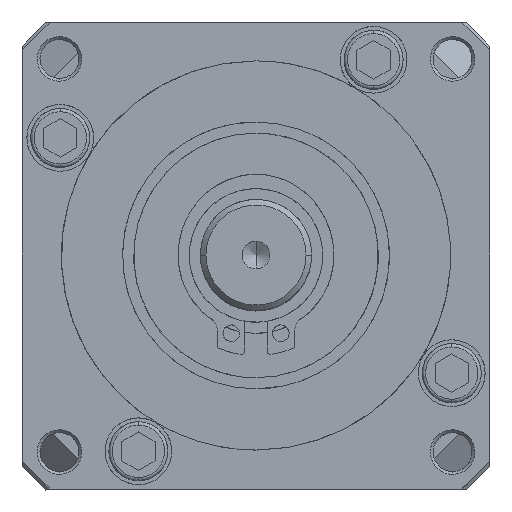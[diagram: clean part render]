
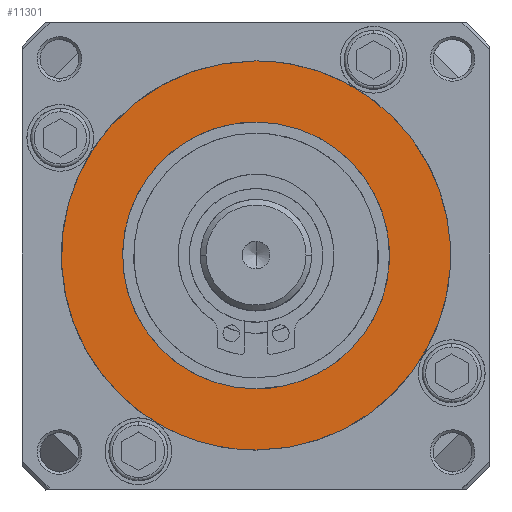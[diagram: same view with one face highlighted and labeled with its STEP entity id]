
A CAD part, top view. The second image highlights one B-rep face of the part: STEP entity #11301.
In plain terms, the highlighted free-form (B-spline) face has degree [1, 1] with [2, 2] control points.
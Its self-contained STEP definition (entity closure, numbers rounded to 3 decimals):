
#153 = ORIENTED_EDGE ( 'NONE', *, *, #1433, .F. ) ;
#161 = CARTESIAN_POINT ( 'NONE',  ( 0., 14.887, 17.5 ) ) ;
#293 = VERTEX_POINT ( 'NONE', #6711 ) ;
#496 = CARTESIAN_POINT ( 'NONE',  ( 0., 14.887, -12. ) ) ;
#719 = CARTESIAN_POINT ( 'NONE',  ( 17.5, 14.887, -10.251 ) ) ;
#870 = CARTESIAN_POINT ( 'NONE',  ( 17.71, 14.887, -17.71 ) ) ;
#1433 = EDGE_CURVE ( 'NONE', #11536, #293, #12658, .T. ) ;
#1554 = CARTESIAN_POINT ( 'NONE',  ( 0., 14.887, -17.5 ) ) ;
#1559 = VERTEX_POINT ( 'NONE', #13820 ) ;
#1760 = CARTESIAN_POINT ( 'NONE',  ( 0., 14.887, -12. ) ) ;
#2118 = CARTESIAN_POINT ( 'NONE',  ( 10.251, 14.887, 17.5 ) ) ;
#2266 = FACE_OUTER_BOUND ( 'NONE', #10070, .T. ) ;
#3044 = EDGE_CURVE ( 'NONE', #14854, #1559, #9935, .T. ) ;
#3175 = CARTESIAN_POINT ( 'NONE',  ( 0., 14.887, 12. ) ) ;
#3618 = EDGE_LOOP ( 'NONE', ( #153, #6511 ) ) ;
#4777 = CARTESIAN_POINT ( 'NONE',  ( 12., 14.887, 7.029 ) ) ;
#6171 = CARTESIAN_POINT ( 'NONE',  ( 7.029, 14.887, -12. ) ) ;
#6399 = CARTESIAN_POINT ( 'NONE',  ( 10.251, 14.887, -17.5 ) ) ;
#6511 = ORIENTED_EDGE ( 'NONE', *, *, #13848, .F. ) ;
#6539 = CARTESIAN_POINT ( 'NONE',  ( -17.71, 14.887, 17.71 ) ) ;
#6711 = CARTESIAN_POINT ( 'NONE',  ( 0., 14.887, 12. ) ) ;
#6946 = B_SPLINE_SURFACE_WITH_KNOTS ( 'NONE', 1, 1, ( 
 ( #13640, #870 ),
 ( #6539, #12242 ) ),
 .UNSPECIFIED., .F., .F., .F.,
 ( 2, 2 ),
 ( 2, 2 ),
 ( 0., 1. ),
 ( 0., 1. ),
 .UNSPECIFIED. ) ;
#7237 = CARTESIAN_POINT ( 'NONE',  ( -35., 14.887, -17.5 ) ) ;
#7802 = CARTESIAN_POINT ( 'NONE',  ( 17.5, 14.887, 10.251 ) ) ;
#8857 = CARTESIAN_POINT ( 'NONE',  ( -24., 14.887, 12. ) ) ;
#9136 = CARTESIAN_POINT ( 'NONE',  ( 0., 14.887, -12. ) ) ;
#9434 =( BOUNDED_CURVE ( )  B_SPLINE_CURVE ( 3, ( #3175, #8857, #14554, #1760 ),
 .UNSPECIFIED., .F., .F. ) 
 B_SPLINE_CURVE_WITH_KNOTS ( ( 4, 4 ),
 ( -3.142, 0. ),
 .UNSPECIFIED. ) 
 CURVE ( )  GEOMETRIC_REPRESENTATION_ITEM ( )  RATIONAL_B_SPLINE_CURVE ( ( 1., 0.333, 0.333, 1. ) ) 
 REPRESENTATION_ITEM ( '' )  );
#9935 =( BOUNDED_CURVE ( )  B_SPLINE_CURVE ( 3, ( #14916, #2118, #7802, #13494, #719, #6399, #12102 ),
 .UNSPECIFIED., .F., .F. ) 
 B_SPLINE_CURVE_WITH_KNOTS ( ( 4, 3, 4 ),
 ( -3.142, -1.571, 0. ),
 .UNSPECIFIED. ) 
 CURVE ( )  GEOMETRIC_REPRESENTATION_ITEM ( )  RATIONAL_B_SPLINE_CURVE ( ( 1., 0.805, 0.805, 1., 0.805, 0.805, 1. ) ) 
 REPRESENTATION_ITEM ( '' )  );
#9946 = ORIENTED_EDGE ( 'NONE', *, *, #3044, .F. ) ;
#10070 = EDGE_LOOP ( 'NONE', ( #10327, #9946 ) ) ;
#10327 = ORIENTED_EDGE ( 'NONE', *, *, #13396, .F. ) ;
#10359 = CARTESIAN_POINT ( 'NONE',  ( 0., 14.887, 17.5 ) ) ;
#10487 = CARTESIAN_POINT ( 'NONE',  ( 7.029, 14.887, 12. ) ) ;
#11301 = ADVANCED_FACE ( 'NONE', ( #15066, #2266 ), #6946, .F. ) ;
#11536 = VERTEX_POINT ( 'NONE', #9136 ) ;
#11885 = CARTESIAN_POINT ( 'NONE',  ( 12., 14.887, -7.029 ) ) ;
#12102 = CARTESIAN_POINT ( 'NONE',  ( 0., 14.887, -17.5 ) ) ;
#12242 = CARTESIAN_POINT ( 'NONE',  ( 17.71, 14.887, 17.71 ) ) ;
#12658 =( BOUNDED_CURVE ( )  B_SPLINE_CURVE ( 3, ( #496, #6171, #11885, #17585, #4777, #10487, #16190 ),
 .UNSPECIFIED., .F., .F. ) 
 B_SPLINE_CURVE_WITH_KNOTS ( ( 4, 3, 4 ),
 ( -3.142, -1.571, 0. ),
 .UNSPECIFIED. ) 
 CURVE ( )  GEOMETRIC_REPRESENTATION_ITEM ( )  RATIONAL_B_SPLINE_CURVE ( ( 1., 0.805, 0.805, 1., 0.805, 0.805, 1. ) ) 
 REPRESENTATION_ITEM ( '' )  );
#12944 = CARTESIAN_POINT ( 'NONE',  ( -35., 14.887, 17.5 ) ) ;
#13396 = EDGE_CURVE ( 'NONE', #1559, #14854, #15885, .T. ) ;
#13494 = CARTESIAN_POINT ( 'NONE',  ( 17.5, 14.887, 0. ) ) ;
#13640 = CARTESIAN_POINT ( 'NONE',  ( -17.71, 14.887, -17.71 ) ) ;
#13820 = CARTESIAN_POINT ( 'NONE',  ( 0., 14.887, -17.5 ) ) ;
#13848 = EDGE_CURVE ( 'NONE', #293, #11536, #9434, .T. ) ;
#14554 = CARTESIAN_POINT ( 'NONE',  ( -24., 14.887, -12. ) ) ;
#14854 = VERTEX_POINT ( 'NONE', #10359 ) ;
#14916 = CARTESIAN_POINT ( 'NONE',  ( 0., 14.887, 17.5 ) ) ;
#15066 = FACE_BOUND ( 'NONE', #3618, .T. ) ;
#15885 =( BOUNDED_CURVE ( )  B_SPLINE_CURVE ( 3, ( #1554, #7237, #12944, #161 ),
 .UNSPECIFIED., .F., .F. ) 
 B_SPLINE_CURVE_WITH_KNOTS ( ( 4, 4 ),
 ( -3.142, 0. ),
 .UNSPECIFIED. ) 
 CURVE ( )  GEOMETRIC_REPRESENTATION_ITEM ( )  RATIONAL_B_SPLINE_CURVE ( ( 1., 0.333, 0.333, 1. ) ) 
 REPRESENTATION_ITEM ( '' )  );
#16190 = CARTESIAN_POINT ( 'NONE',  ( 0., 14.887, 12. ) ) ;
#17585 = CARTESIAN_POINT ( 'NONE',  ( 12., 14.887, 0. ) ) ;
